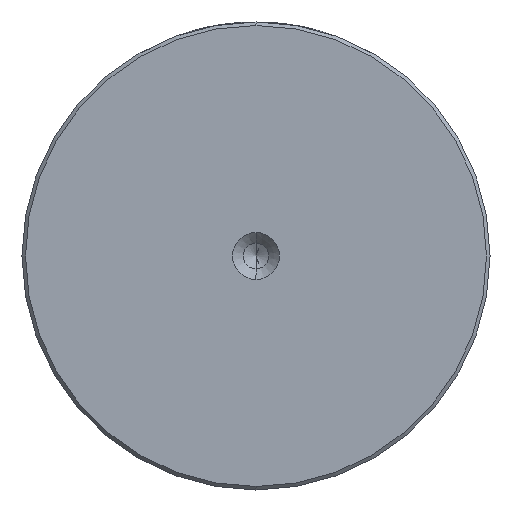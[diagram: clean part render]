
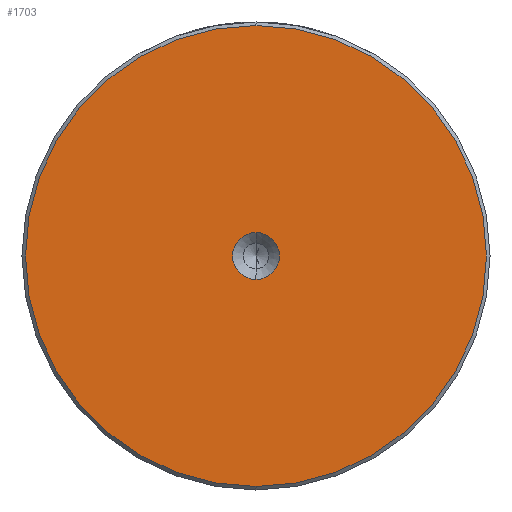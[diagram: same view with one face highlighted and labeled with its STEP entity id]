
A CAD part, left-side view. The second image highlights one B-rep face of the part: STEP entity #1703.
In plain terms, the highlighted planar face has unit normal (-1, 0, 0).
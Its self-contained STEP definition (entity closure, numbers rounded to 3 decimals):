
#2 = FACE_BOUND ( 'NONE', #2504, .T. ) ;
#138 = EDGE_CURVE ( 'NONE', #3166, #2936, #2207, .T. ) ;
#189 = CARTESIAN_POINT ( 'NONE',  ( 0., 0., 0. ) ) ;
#220 = DIRECTION ( 'NONE',  ( -1., 0., 0. ) ) ;
#332 = PLANE ( 'NONE',  #2924 ) ;
#460 = DIRECTION ( 'NONE',  ( 0., 0., 1. ) ) ;
#809 = CARTESIAN_POINT ( 'NONE',  ( 0., 0., 0. ) ) ;
#850 = VERTEX_POINT ( 'NONE', #3140 ) ;
#872 = CARTESIAN_POINT ( 'NONE',  ( 0., 0., 3.3 ) ) ;
#1075 = DIRECTION ( 'NONE',  ( 0., 0., 1. ) ) ;
#1087 = EDGE_CURVE ( 'NONE', #850, #3233, #2675, .T. ) ;
#1357 = CARTESIAN_POINT ( 'NONE',  ( 0., 0., 0. ) ) ;
#1411 = DIRECTION ( 'NONE',  ( 0., 0., 1. ) ) ;
#1446 = AXIS2_PLACEMENT_3D ( 'NONE', #189, #2030, #460 ) ;
#1611 = DIRECTION ( 'NONE',  ( 0., 0., 1. ) ) ;
#1651 = ORIENTED_EDGE ( 'NONE', *, *, #2757, .T. ) ;
#1701 = AXIS2_PLACEMENT_3D ( 'NONE', #1790, #220, #2058 ) ;
#1703 = ADVANCED_FACE ( 'NONE', ( #1920, #2 ), #332, .T. ) ;
#1731 = AXIS2_PLACEMENT_3D ( 'NONE', #1357, #3180, #1611 ) ;
#1790 = CARTESIAN_POINT ( 'NONE',  ( 0., 0., 0. ) ) ;
#1871 = CIRCLE ( 'NONE', #1891, 3.3 ) ;
#1891 = AXIS2_PLACEMENT_3D ( 'NONE', #809, #2658, #1075 ) ;
#1920 = FACE_OUTER_BOUND ( 'NONE', #3098, .T. ) ;
#2030 = DIRECTION ( 'NONE',  ( -1., 0., 0. ) ) ;
#2058 = DIRECTION ( 'NONE',  ( 0., 0., 1. ) ) ;
#2097 = CARTESIAN_POINT ( 'NONE',  ( 0., 0., -3.3 ) ) ;
#2207 = CIRCLE ( 'NONE', #1731, 3.3 ) ;
#2222 = CARTESIAN_POINT ( 'NONE',  ( 0., 0., 32.5 ) ) ;
#2452 = CARTESIAN_POINT ( 'NONE',  ( 0., 0., 0. ) ) ;
#2504 = EDGE_LOOP ( 'NONE', ( #2895, #2532 ) ) ;
#2532 = ORIENTED_EDGE ( 'NONE', *, *, #2965, .F. ) ;
#2658 = DIRECTION ( 'NONE',  ( -1., 0., 0. ) ) ;
#2675 = CIRCLE ( 'NONE', #1701, 32.5 ) ;
#2757 = EDGE_CURVE ( 'NONE', #3233, #850, #3069, .T. ) ;
#2895 = ORIENTED_EDGE ( 'NONE', *, *, #138, .F. ) ;
#2924 = AXIS2_PLACEMENT_3D ( 'NONE', #2452, #2978, #1411 ) ;
#2936 = VERTEX_POINT ( 'NONE', #2097 ) ;
#2965 = EDGE_CURVE ( 'NONE', #2936, #3166, #1871, .T. ) ;
#2978 = DIRECTION ( 'NONE',  ( -1., 0., 0. ) ) ;
#3069 = CIRCLE ( 'NONE', #1446, 32.5 ) ;
#3092 = ORIENTED_EDGE ( 'NONE', *, *, #1087, .T. ) ;
#3098 = EDGE_LOOP ( 'NONE', ( #3092, #1651 ) ) ;
#3140 = CARTESIAN_POINT ( 'NONE',  ( 0., 0., -32.5 ) ) ;
#3166 = VERTEX_POINT ( 'NONE', #872 ) ;
#3180 = DIRECTION ( 'NONE',  ( -1., 0., 0. ) ) ;
#3233 = VERTEX_POINT ( 'NONE', #2222 ) ;
